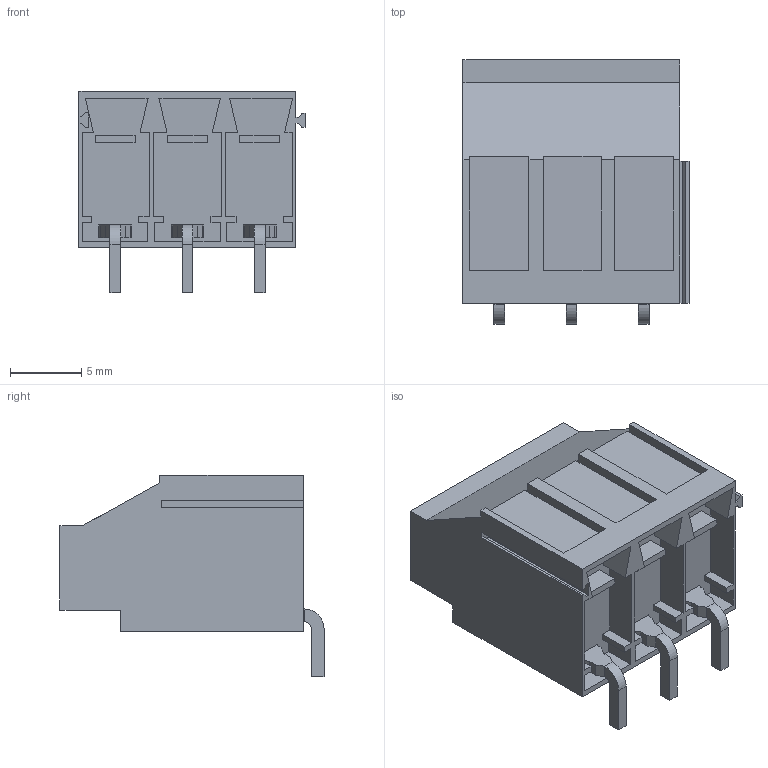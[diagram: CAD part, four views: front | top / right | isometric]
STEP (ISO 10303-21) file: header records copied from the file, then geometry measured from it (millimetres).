
FILE_DESCRIPTION(('CATIA V5 STEP','CAx-IF Rec.Pracs.--- Model Styling and Organization---1.2---2011-12-15'),'2;1');
FILE_NAME ('D1461264_0_1994260000_1994260000.stp','2016-10-03T06:42:10+00:00',('none'),('Weidmueller'),'CATIA Version 5-6 Release 2014','CATIA V5 STEP AP214','none');
FILE_SCHEMA(('AUTOMOTIVE_DESIGN { 1 0 10303 214 1 1 1 1 }'));
Length unit declared in the file: millimetre
Products named in the file (1): 1994260000_S
Bounding box: 15.89 x 18.57 x 14.2 mm (x, y, z)
Volume: 1993 mm3; surface area: 2034.8 mm2
Topology: 7 solids, 7 shells, 225 faces, 594 edges, 392 vertices
Faces by surface type: plane 201, cylinder 24
Entity records: 6456 total; most frequent: ORIENTED_EDGE 1188, CARTESIAN_POINT 1140, DIRECTION 900, EDGE_CURVE 594, VECTOR 534, LINE 534, VERTEX_POINT 392, EDGE_LOOP 234
